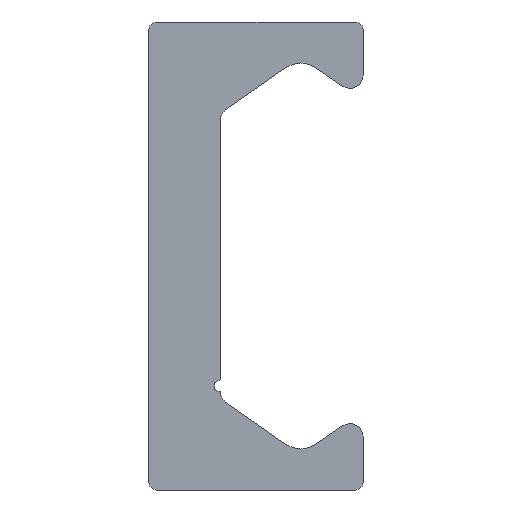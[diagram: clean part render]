
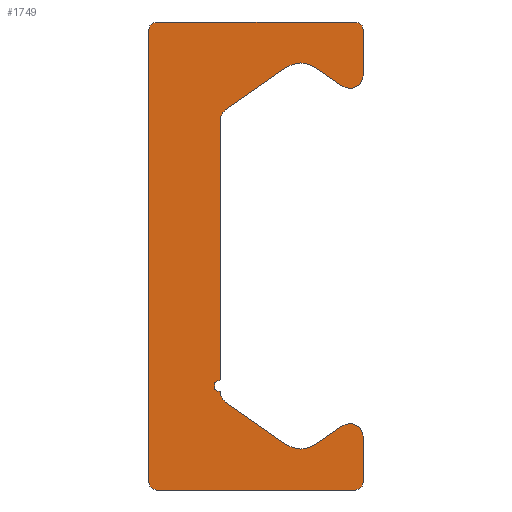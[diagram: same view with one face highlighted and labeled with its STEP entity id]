
A CAD part, left-side view. The second image highlights one B-rep face of the part: STEP entity #1749.
In plain terms, the highlighted planar face has unit normal (-1, 0, 0).
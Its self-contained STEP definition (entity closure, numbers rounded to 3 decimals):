
#831=CARTESIAN_POINT('',(0.0,1.375,5.214));
#832=VERTEX_POINT('',#831);
#839=CARTESIAN_POINT('',(0.0,1.375,-4.75));
#840=VERTEX_POINT('',#839);
#841=CARTESIAN_POINT('',(0.0,1.375,5.214));
#842=DIRECTION('',(0.0,0.0,-1.0));
#843=VECTOR('',#842,9.964);
#844=LINE('',#841,#843);
#845=EDGE_CURVE('',#832,#840,#844,.T.);
#1024=CARTESIAN_POINT('',(0.0,3.825,-9.));
#1025=VERTEX_POINT('',#1024);
#1032=CARTESIAN_POINT('',(0.0,4.125,-8.7));
#1033=VERTEX_POINT('',#1032);
#1034=CARTESIAN_POINT('',(0.0,3.825,-8.7));
#1035=DIRECTION('',(1.0,0.0,0.0));
#1036=DIRECTION('',(0.0,0.0,-1.0));
#1037=AXIS2_PLACEMENT_3D('',#1034,#1035,#1036);
#1038=CIRCLE('',#1037,0.3);
#1039=EDGE_CURVE('',#1025,#1033,#1038,.T.);
#1063=CARTESIAN_POINT('',(0.0,-3.825,-9.));
#1064=VERTEX_POINT('',#1063);
#1071=CARTESIAN_POINT('',(0.0,-3.825,-9.));
#1072=DIRECTION('',(0.0,1.0,0.0));
#1073=VECTOR('',#1072,7.65);
#1074=LINE('',#1071,#1073);
#1075=EDGE_CURVE('',#1064,#1025,#1074,.T.);
#1095=CARTESIAN_POINT('',(0.0,-4.125,-8.7));
#1096=VERTEX_POINT('',#1095);
#1103=CARTESIAN_POINT('',(0.0,-3.825,-8.7));
#1104=DIRECTION('',(1.0,0.0,0.0));
#1105=DIRECTION('',(0.0,-1.0,0.0));
#1106=AXIS2_PLACEMENT_3D('',#1103,#1104,#1105);
#1107=CIRCLE('',#1106,0.3);
#1108=EDGE_CURVE('',#1096,#1064,#1107,.T.);
#1127=CARTESIAN_POINT('',(0.0,-4.125,-6.925));
#1128=VERTEX_POINT('',#1127);
#1135=CARTESIAN_POINT('',(0.0,-4.125,-6.925));
#1136=DIRECTION('',(0.0,0.0,-1.0));
#1137=VECTOR('',#1136,1.775);
#1138=LINE('',#1135,#1137);
#1139=EDGE_CURVE('',#1128,#1096,#1138,.T.);
#1159=CARTESIAN_POINT('',(0.0,-3.338,-6.515));
#1160=VERTEX_POINT('',#1159);
#1167=CARTESIAN_POINT('',(0.0,-3.625,-6.925));
#1168=DIRECTION('',(1.0,0.0,0.0));
#1169=DIRECTION('',(0.0,0.574,0.819));
#1170=AXIS2_PLACEMENT_3D('',#1167,#1168,#1169);
#1171=CIRCLE('',#1170,0.5);
#1172=EDGE_CURVE('',#1160,#1128,#1171,.T.);
#1191=CARTESIAN_POINT('',(0.0,-2.299,-7.243));
#1192=VERTEX_POINT('',#1191);
#1199=CARTESIAN_POINT('',(0.0,-2.299,-7.243));
#1200=DIRECTION('',(0.0,-0.819,0.574));
#1201=VECTOR('',#1200,1.269);
#1202=LINE('',#1199,#1201);
#1203=EDGE_CURVE('',#1192,#1160,#1202,.T.);
#1223=CARTESIAN_POINT('',(0.0,-1.151,-7.243));
#1224=VERTEX_POINT('',#1223);
#1231=CARTESIAN_POINT('',(0.0,-1.725,-6.424));
#1232=DIRECTION('',(-1.0,0.0,0.0));
#1233=DIRECTION('',(0.0,0.574,0.819));
#1234=AXIS2_PLACEMENT_3D('',#1231,#1232,#1233);
#1235=CIRCLE('',#1234,1.0);
#1236=EDGE_CURVE('',#1224,#1192,#1235,.T.);
#1255=CARTESIAN_POINT('',(0.0,1.162,-5.624));
#1256=VERTEX_POINT('',#1255);
#1263=CARTESIAN_POINT('',(0.0,1.162,-5.624));
#1264=DIRECTION('',(0.0,-0.819,-0.574));
#1265=VECTOR('',#1264,2.824);
#1266=LINE('',#1263,#1265);
#1267=EDGE_CURVE('',#1256,#1224,#1266,.T.);
#1287=CARTESIAN_POINT('',(0.0,1.375,-5.214));
#1288=VERTEX_POINT('',#1287);
#1295=CARTESIAN_POINT('',(0.0,0.875,-5.214));
#1296=DIRECTION('',(-1.0,0.0,0.0));
#1297=DIRECTION('',(0.0,-0.574,0.819));
#1298=AXIS2_PLACEMENT_3D('',#1295,#1296,#1297);
#1299=CIRCLE('',#1298,0.5);
#1300=EDGE_CURVE('',#1288,#1256,#1299,.T.);
#1319=CARTESIAN_POINT('',(0.0,1.375,-5.25));
#1320=VERTEX_POINT('',#1319);
#1327=CARTESIAN_POINT('',(0.0,1.375,-5.25));
#1328=DIRECTION('',(0.0,0.0,1.0));
#1329=VECTOR('',#1328,0.036);
#1330=LINE('',#1327,#1329);
#1331=EDGE_CURVE('',#1320,#1288,#1330,.T.);
#1362=CARTESIAN_POINT('',(0.0,1.375,-5.0));
#1363=DIRECTION('',(-1.0,0.0,0.0));
#1364=DIRECTION('',(0.0,0.0,1.0));
#1365=AXIS2_PLACEMENT_3D('',#1362,#1363,#1364);
#1366=CIRCLE('',#1365,0.25);
#1367=EDGE_CURVE('',#840,#1320,#1366,.T.);
#1387=CARTESIAN_POINT('',(0.0,1.162,5.624));
#1388=VERTEX_POINT('',#1387);
#1395=CARTESIAN_POINT('',(0.0,0.875,5.214));
#1396=DIRECTION('',(-1.0,0.0,0.0));
#1397=DIRECTION('',(0.0,-1.0,0.0));
#1398=AXIS2_PLACEMENT_3D('',#1395,#1396,#1397);
#1399=CIRCLE('',#1398,0.5);
#1400=EDGE_CURVE('',#1388,#832,#1399,.T.);
#1419=CARTESIAN_POINT('',(0.0,-1.151,7.243));
#1420=VERTEX_POINT('',#1419);
#1427=CARTESIAN_POINT('',(0.0,-1.151,7.243));
#1428=DIRECTION('',(0.0,0.819,-0.574));
#1429=VECTOR('',#1428,2.824);
#1430=LINE('',#1427,#1429);
#1431=EDGE_CURVE('',#1420,#1388,#1430,.T.);
#1451=CARTESIAN_POINT('',(0.0,-2.299,7.243));
#1452=VERTEX_POINT('',#1451);
#1459=CARTESIAN_POINT('',(0.0,-1.725,6.424));
#1460=DIRECTION('',(-1.0,0.0,0.0));
#1461=DIRECTION('',(0.0,-0.574,-0.819));
#1462=AXIS2_PLACEMENT_3D('',#1459,#1460,#1461);
#1463=CIRCLE('',#1462,1.0);
#1464=EDGE_CURVE('',#1452,#1420,#1463,.T.);
#1483=CARTESIAN_POINT('',(0.0,-3.338,6.515));
#1484=VERTEX_POINT('',#1483);
#1491=CARTESIAN_POINT('',(0.0,-3.338,6.515));
#1492=DIRECTION('',(0.0,0.819,0.574));
#1493=VECTOR('',#1492,1.269);
#1494=LINE('',#1491,#1493);
#1495=EDGE_CURVE('',#1484,#1452,#1494,.T.);
#1515=CARTESIAN_POINT('',(0.0,-4.125,6.925));
#1516=VERTEX_POINT('',#1515);
#1523=CARTESIAN_POINT('',(0.0,-3.625,6.925));
#1524=DIRECTION('',(1.0,0.0,0.0));
#1525=DIRECTION('',(0.0,-1.0,0.0));
#1526=AXIS2_PLACEMENT_3D('',#1523,#1524,#1525);
#1527=CIRCLE('',#1526,0.5);
#1528=EDGE_CURVE('',#1516,#1484,#1527,.T.);
#1547=CARTESIAN_POINT('',(0.0,-4.125,8.7));
#1548=VERTEX_POINT('',#1547);
#1555=CARTESIAN_POINT('',(0.0,-4.125,8.7));
#1556=DIRECTION('',(0.0,0.0,-1.0));
#1557=VECTOR('',#1556,1.775);
#1558=LINE('',#1555,#1557);
#1559=EDGE_CURVE('',#1548,#1516,#1558,.T.);
#1579=CARTESIAN_POINT('',(0.0,-3.825,9.));
#1580=VERTEX_POINT('',#1579);
#1587=CARTESIAN_POINT('',(0.0,-3.825,8.7));
#1588=DIRECTION('',(1.0,0.0,0.0));
#1589=DIRECTION('',(0.0,0.0,1.0));
#1590=AXIS2_PLACEMENT_3D('',#1587,#1588,#1589);
#1591=CIRCLE('',#1590,0.3);
#1592=EDGE_CURVE('',#1580,#1548,#1591,.T.);
#1611=CARTESIAN_POINT('',(0.0,3.825,9.));
#1612=VERTEX_POINT('',#1611);
#1619=CARTESIAN_POINT('',(0.0,3.825,9.));
#1620=DIRECTION('',(0.0,-1.0,0.0));
#1621=VECTOR('',#1620,7.65);
#1622=LINE('',#1619,#1621);
#1623=EDGE_CURVE('',#1612,#1580,#1622,.T.);
#1643=CARTESIAN_POINT('',(0.0,4.125,8.7));
#1644=VERTEX_POINT('',#1643);
#1651=CARTESIAN_POINT('',(0.0,3.825,8.7));
#1652=DIRECTION('',(1.0,0.0,0.0));
#1653=DIRECTION('',(0.0,1.0,0.0));
#1654=AXIS2_PLACEMENT_3D('',#1651,#1652,#1653);
#1655=CIRCLE('',#1654,0.3);
#1656=EDGE_CURVE('',#1644,#1612,#1655,.T.);
#1674=CARTESIAN_POINT('',(0.0,4.125,-8.7));
#1675=DIRECTION('',(0.0,0.0,1.0));
#1676=VECTOR('',#1675,17.4);
#1677=LINE('',#1674,#1676);
#1678=EDGE_CURVE('',#1033,#1644,#1677,.T.);
#1720=CARTESIAN_POINT('',(0.0,0.856,-0.029));
#1721=DIRECTION('',(1.0,0.0,0.0));
#1722=DIRECTION('',(0.0,0.0,-1.0));
#1723=AXIS2_PLACEMENT_3D('',#1720,#1721,#1722);
#1724=PLANE('',#1723);
#1725=ORIENTED_EDGE('',*,*,#1678,.F.);
#1726=ORIENTED_EDGE('',*,*,#1039,.F.);
#1727=ORIENTED_EDGE('',*,*,#1075,.F.);
#1728=ORIENTED_EDGE('',*,*,#1108,.F.);
#1729=ORIENTED_EDGE('',*,*,#1139,.F.);
#1730=ORIENTED_EDGE('',*,*,#1172,.F.);
#1731=ORIENTED_EDGE('',*,*,#1203,.F.);
#1732=ORIENTED_EDGE('',*,*,#1236,.F.);
#1733=ORIENTED_EDGE('',*,*,#1267,.F.);
#1734=ORIENTED_EDGE('',*,*,#1300,.F.);
#1735=ORIENTED_EDGE('',*,*,#1331,.F.);
#1736=ORIENTED_EDGE('',*,*,#1367,.F.);
#1737=ORIENTED_EDGE('',*,*,#845,.F.);
#1738=ORIENTED_EDGE('',*,*,#1400,.F.);
#1739=ORIENTED_EDGE('',*,*,#1431,.F.);
#1740=ORIENTED_EDGE('',*,*,#1464,.F.);
#1741=ORIENTED_EDGE('',*,*,#1495,.F.);
#1742=ORIENTED_EDGE('',*,*,#1528,.F.);
#1743=ORIENTED_EDGE('',*,*,#1559,.F.);
#1744=ORIENTED_EDGE('',*,*,#1592,.F.);
#1745=ORIENTED_EDGE('',*,*,#1623,.F.);
#1746=ORIENTED_EDGE('',*,*,#1656,.F.);
#1747=EDGE_LOOP('',(#1725,#1726,#1727,#1728,#1729,#1730,#1731,#1732,#1733,#1734,#1735,#1736,#1737,#1738,#1739,#1740,#1741,#1742,#1743,#1744,#1745,#1746));
#1748=FACE_OUTER_BOUND('',#1747,.T.);
#1749=ADVANCED_FACE('',(#1748),#1724,.F.);
